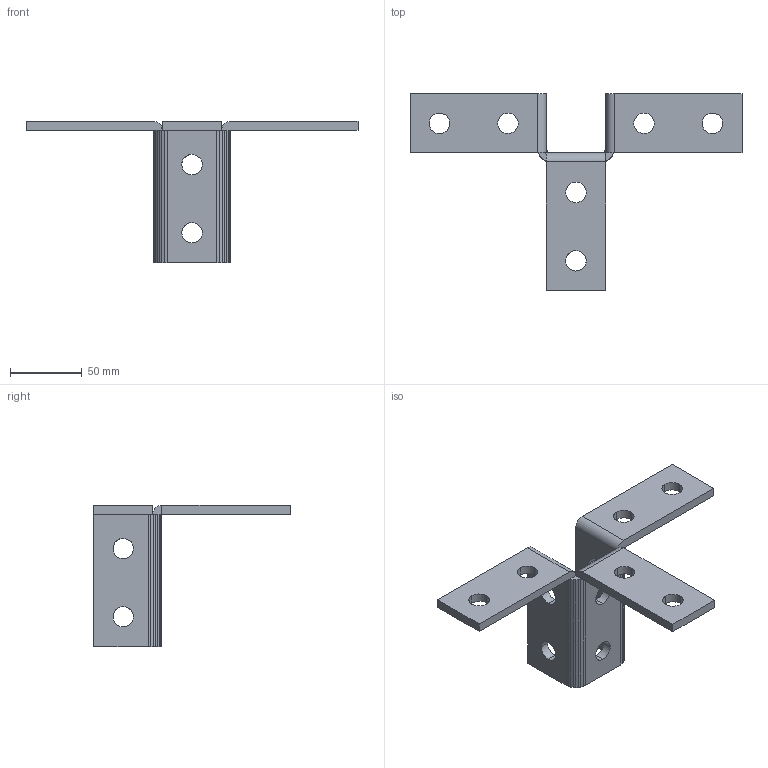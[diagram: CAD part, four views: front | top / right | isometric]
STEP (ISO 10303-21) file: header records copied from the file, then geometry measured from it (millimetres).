
FILE_DESCRIPTION(('TurboCAD Mac Pro'),'Build 980');
FILE_NAME('P2229.stp',' ',(''),(''),'ACIS Interop','IMSI','TurboCAD Mac Pro BY IMSI, INCORPORATED');
FILE_SCHEMA(('automotive_design'));
Length unit declared in the file: inch
Products named in the file (1): 1
Bounding box: 231.31 x 136.86 x 98.42 mm (x, y, z)
Volume: 137523.7 mm3; surface area: 53219.5 mm2
Topology: 1 solids, 1 shells, 110 faces, 316 edges, 208 vertices
Faces by surface type: plane 59, bspline 48, cylinder 3
Entity records: 5338 total; most frequent: CARTESIAN_POINT 1835, ORIENTED_EDGE 632, DIRECTION 352, EDGE_CURVE 316, LINE 214, VECTOR 214, VERTEX_POINT 208, EDGE_LOOP 134
